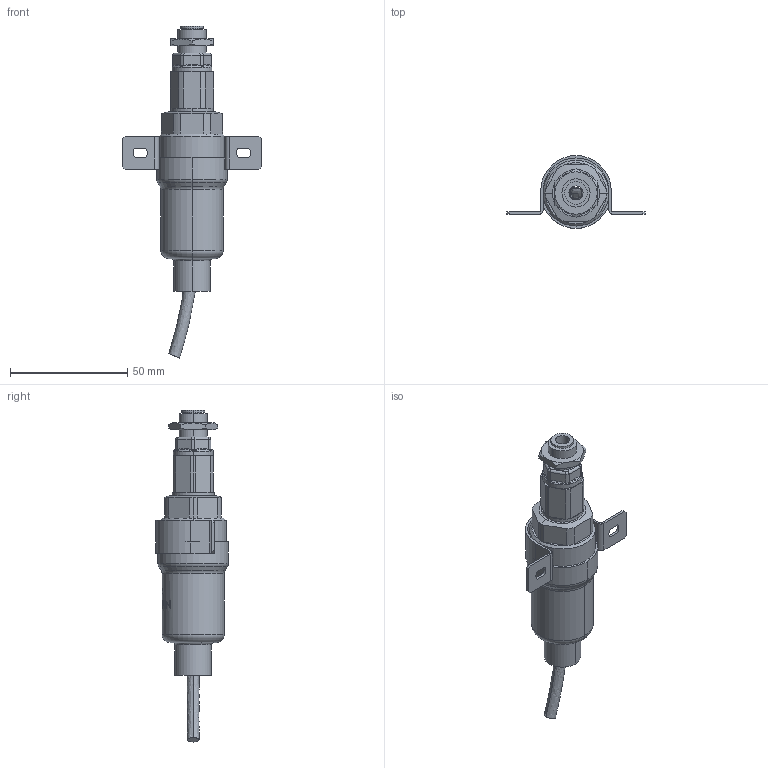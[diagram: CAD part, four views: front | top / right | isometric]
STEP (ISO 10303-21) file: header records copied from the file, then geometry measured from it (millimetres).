
FILE_DESCRIPTION (( 'STEP AP214' ), '1' );
FILE_NAME ('NM2DSS_351438.STEP', '2015-02-25T11:41:31', ( 'Admin1' ), ( '' ), 'SwSTEP 2.0', 'SolidWorks 2014', '' );
FILE_SCHEMA (( 'AUTOMOTIVE_DESIGN' ));
Length unit declared in the file: millimetre
Products named in the file (1): NM2DSS_351438
Bounding box: 59 x 31 x 141.33 mm (x, y, z)
Surface area: 14163.7 mm2 (no closed solid volume)
Topology: 0 solids, 7 shells, 285 faces, 808 edges, 523 vertices
Faces by surface type: plane 103, cylinder 70, bspline 70, torus 24, cone 18
Entity records: 15735 total; most frequent: CARTESIAN_POINT 5802, ORIENTED_EDGE 1493, DIRECTION 1206, EDGE_CURVE 808, VERTEX_POINT 523, AXIS2_PLACEMENT_3D 449, LINE 308, VECTOR 308
